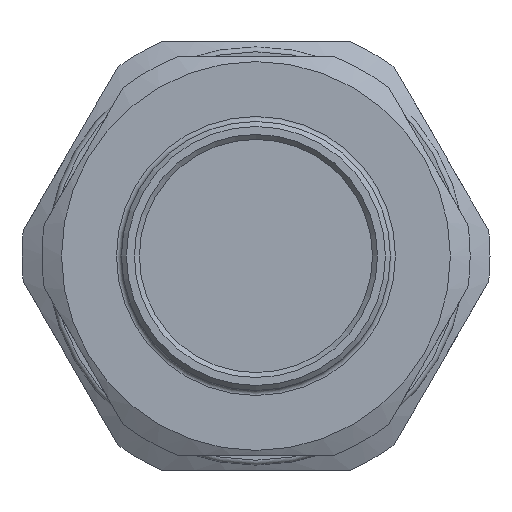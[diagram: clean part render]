
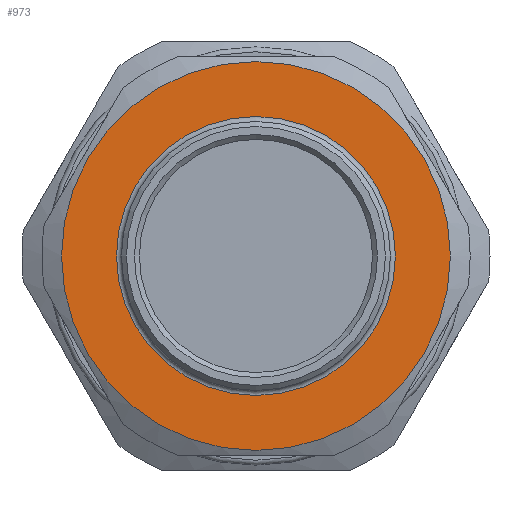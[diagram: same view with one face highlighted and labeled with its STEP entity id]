
A CAD part, front view. The second image highlights one B-rep face of the part: STEP entity #973.
In plain terms, the highlighted planar face has unit normal (0, -1, 0).
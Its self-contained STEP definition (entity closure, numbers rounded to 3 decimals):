
#64=FACE_BOUND('',#185,.T.);
#78=PLANE('',#1094);
#123=FACE_OUTER_BOUND('',#184,.T.);
#184=EDGE_LOOP('',(#738));
#185=EDGE_LOOP('',(#739));
#258=CIRCLE('',#1093,14.);
#259=CIRCLE('',#1095,19.521);
#409=VERTEX_POINT('',#1879);
#410=VERTEX_POINT('',#1883);
#529=EDGE_CURVE('',#409,#409,#258,.T.);
#530=EDGE_CURVE('',#410,#410,#259,.T.);
#738=ORIENTED_EDGE('',*,*,#530,.F.);
#739=ORIENTED_EDGE('',*,*,#529,.T.);
#973=ADVANCED_FACE('',(#123,#64),#78,.T.);
#1093=AXIS2_PLACEMENT_3D('',#1881,#1310,#1311);
#1094=AXIS2_PLACEMENT_3D('',#1882,#1312,#1313);
#1095=AXIS2_PLACEMENT_3D('',#1884,#1314,#1315);
#1310=DIRECTION('center_axis',(0.,1.,0.));
#1311=DIRECTION('ref_axis',(-1.,0.,0.));
#1312=DIRECTION('center_axis',(0.,-1.,0.));
#1313=DIRECTION('ref_axis',(0.,0.,-1.));
#1314=DIRECTION('center_axis',(0.,1.,0.));
#1315=DIRECTION('ref_axis',(-1.,0.,0.));
#1879=CARTESIAN_POINT('',(198.409,42.301,163.166));
#1881=CARTESIAN_POINT('Origin',(198.409,42.301,177.166));
#1882=CARTESIAN_POINT('Origin',(181.649,42.301,177.166));
#1883=CARTESIAN_POINT('',(217.93,42.301,177.166));
#1884=CARTESIAN_POINT('Origin',(198.409,42.301,177.166));
